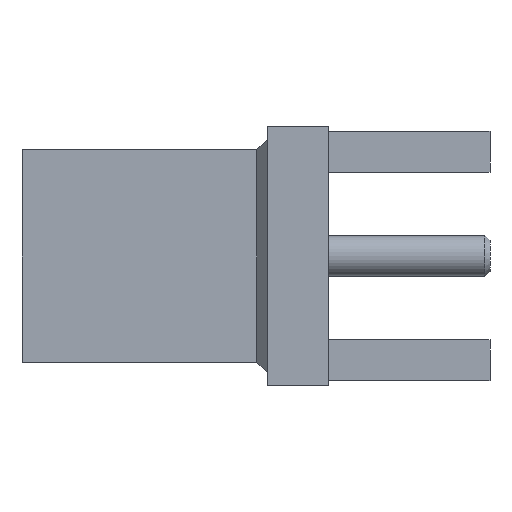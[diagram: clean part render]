
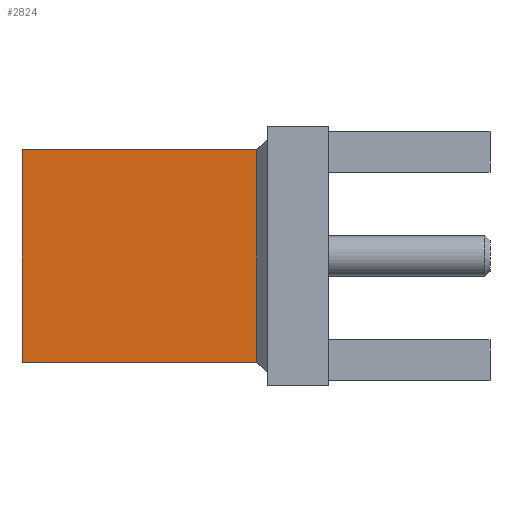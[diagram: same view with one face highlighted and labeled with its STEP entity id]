
A CAD part, front view. The second image highlights one B-rep face of the part: STEP entity #2824.
In plain terms, the highlighted planar face has unit normal (0, -1, 0).
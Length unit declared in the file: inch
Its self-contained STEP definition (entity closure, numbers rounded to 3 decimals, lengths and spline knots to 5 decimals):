
#84 = VECTOR ( 'NONE', #1669, 39.37008 ) ;
#131 = VERTEX_POINT ( 'NONE', #386 ) ;
#264 = CARTESIAN_POINT ( 'NONE',  ( 0.10811, -0.10236, 0.10236 ) ) ;
#386 = CARTESIAN_POINT ( 'NONE',  ( 0.10811, -0.10236, -0.10236 ) ) ;
#518 = VERTEX_POINT ( 'NONE', #264 ) ;
#544 = VECTOR ( 'NONE', #2214, 39.37008 ) ;
#656 = CARTESIAN_POINT ( 'NONE',  ( 0.11811, -0.10236, 0.10236 ) ) ;
#666 = EDGE_CURVE ( 'NONE', #131, #518, #1517, .T. ) ;
#667 = DIRECTION ( 'NONE',  ( 0., 0., -1. ) ) ;
#688 = ORIENTED_EDGE ( 'NONE', *, *, #666, .T. ) ;
#791 = VECTOR ( 'NONE', #667, 39.37008 ) ;
#832 = EDGE_CURVE ( 'NONE', #2598, #131, #1176, .T. ) ;
#861 = EDGE_CURVE ( 'NONE', #2305, #518, #1192, .T. ) ;
#956 = CARTESIAN_POINT ( 'NONE',  ( 0.11811, -0.10236, -0.10236 ) ) ;
#1100 = CARTESIAN_POINT ( 'NONE',  ( -0.11811, -0.10236, 0.10236 ) ) ;
#1176 = LINE ( 'NONE', #956, #2856 ) ;
#1192 = LINE ( 'NONE', #656, #84 ) ;
#1387 = DIRECTION ( 'NONE',  ( 1., 0., 0. ) ) ;
#1517 = LINE ( 'NONE', #3025, #544 ) ;
#1669 = DIRECTION ( 'NONE',  ( 1., 0., 0. ) ) ;
#1683 = CARTESIAN_POINT ( 'NONE',  ( 0.11811, -0.10236, 0.10236 ) ) ;
#1779 = EDGE_LOOP ( 'NONE', ( #2616, #688, #2198, #2915 ) ) ;
#1794 = CARTESIAN_POINT ( 'NONE',  ( -0.11811, -0.10236, 0.10236 ) ) ;
#1908 = FACE_OUTER_BOUND ( 'NONE', #1779, .T. ) ;
#2142 = PLANE ( 'NONE',  #3070 ) ;
#2198 = ORIENTED_EDGE ( 'NONE', *, *, #861, .F. ) ;
#2214 = DIRECTION ( 'NONE',  ( 0., 0., 1. ) ) ;
#2305 = VERTEX_POINT ( 'NONE', #1794 ) ;
#2456 = DIRECTION ( 'NONE',  ( 0., 1., 0. ) ) ;
#2598 = VERTEX_POINT ( 'NONE', #2711 ) ;
#2616 = ORIENTED_EDGE ( 'NONE', *, *, #832, .T. ) ;
#2656 = DIRECTION ( 'NONE',  ( -1., 0., 0. ) ) ;
#2711 = CARTESIAN_POINT ( 'NONE',  ( -0.11811, -0.10236, -0.10236 ) ) ;
#2824 = ADVANCED_FACE ( 'NONE', ( #1908 ), #2142, .F. ) ;
#2856 = VECTOR ( 'NONE', #1387, 39.37008 ) ;
#2872 = LINE ( 'NONE', #1100, #791 ) ;
#2915 = ORIENTED_EDGE ( 'NONE', *, *, #3107, .T. ) ;
#3025 = CARTESIAN_POINT ( 'NONE',  ( 0.10811, -0.10236, 0.10236 ) ) ;
#3070 = AXIS2_PLACEMENT_3D ( 'NONE', #1683, #2456, #2656 ) ;
#3107 = EDGE_CURVE ( 'NONE', #2305, #2598, #2872, .T. ) ;
